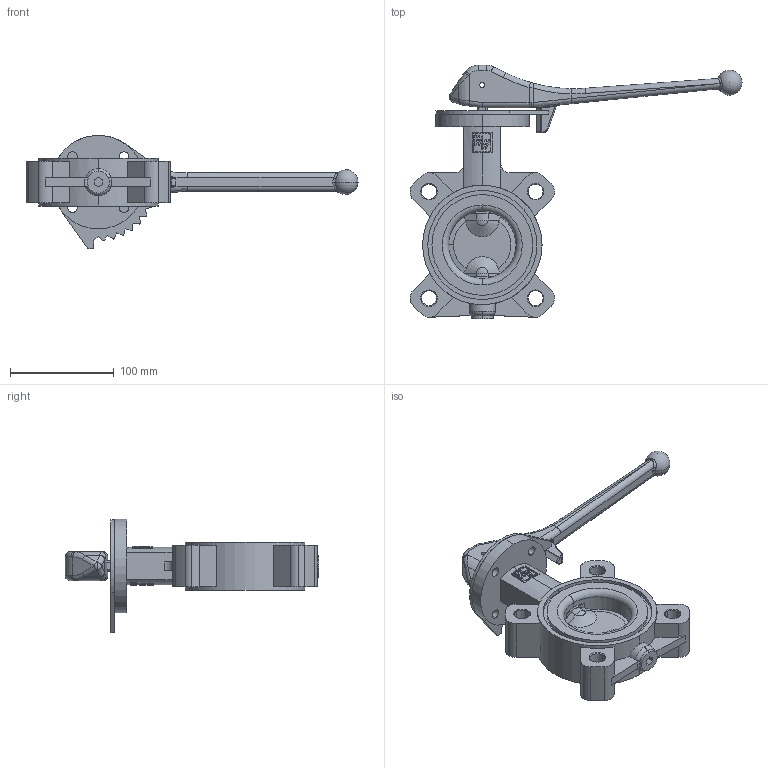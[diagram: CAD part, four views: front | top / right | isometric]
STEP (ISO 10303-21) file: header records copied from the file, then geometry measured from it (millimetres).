
FILE_DESCRIPTION (( 'STEP AP214' ), '1' );
FILE_NAME ('EVTLS DN65 PN16 - LEVER L1.STEP', '2020-03-10T09:36:34', ( 'Administrator' ), ( 'EuroValve' ), 'SwSTEP 2.0', 'SolidWorks 2015', '' );
FILE_SCHEMA (( 'AUTOMOTIVE_DESIGN' ));
Length unit declared in the file: millimetre
Products named in the file (3): EVTLS DN65 PN16 - LEVER L1; EV LEVER L1; EVTLS DN40-350_DN  65 PN16
Assembly tree (2 placements, depth 2):
  EVTLS DN65 PN16 - LEVER L1
    EVTLS DN40-350_DN  65 PN16
    EV LEVER L1
Bounding box: 319.59 x 244 x 109 mm (x, y, z)
Volume: 773524.2 mm3; surface area: 137923.6 mm2
Topology: 2 solids, 2 shells, 607 faces, 1605 edges, 1010 vertices
Faces by surface type: plane 262, cylinder 161, bspline 114, cone 32, torus 28, sphere 10
Entity records: 25174 total; most frequent: CARTESIAN_POINT 7841, ORIENTED_EDGE 3164, DIRECTION 2773, EDGE_CURVE 1582, AXIS2_PLACEMENT_3D 1014, VERTEX_POINT 1005, LINE 745, VECTOR 745
